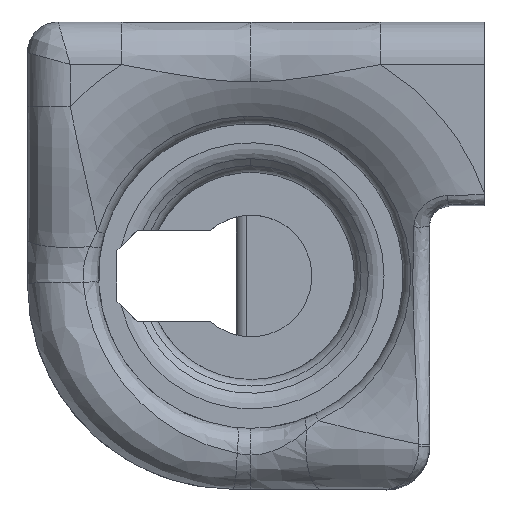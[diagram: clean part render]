
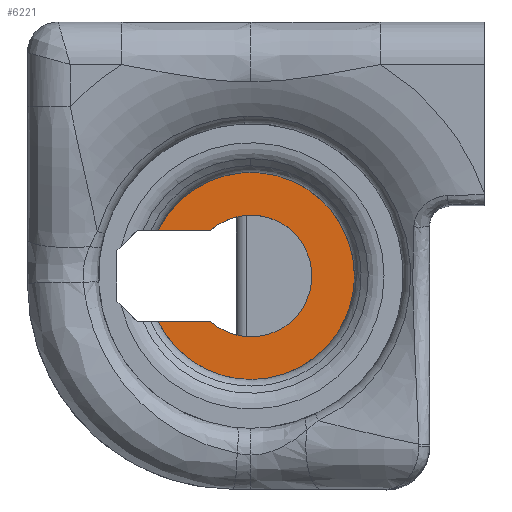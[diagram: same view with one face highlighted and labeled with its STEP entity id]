
A CAD part, top view. The second image highlights one B-rep face of the part: STEP entity #6221.
In plain terms, the highlighted planar face has unit normal (0, 0, 1).
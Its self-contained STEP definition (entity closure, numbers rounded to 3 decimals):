
#874=CARTESIAN_POINT('',(487.895,260.712,42.));
#875=VERTEX_POINT('',#874);
#884=CARTESIAN_POINT('',(490.487,260.712,42.));
#885=VERTEX_POINT('',#884);
#886=CARTESIAN_POINT('',(487.895,260.712,42.));
#887=DIRECTION('',(1.,-0.,-0.));
#888=VECTOR('',#887,2.593);
#889=LINE('',#886,#888);
#890=EDGE_CURVE('',#875,#885,#889,.T.);
#1407=CARTESIAN_POINT('',(490.487,265.212,42.));
#1408=VERTEX_POINT('',#1407);
#1415=CARTESIAN_POINT('',(487.895,265.212,42.));
#1416=VERTEX_POINT('',#1415);
#1417=CARTESIAN_POINT('',(487.895,265.212,42.));
#1418=DIRECTION('',(1.,-0.,-0.));
#1419=VECTOR('',#1418,2.593);
#1420=LINE('',#1417,#1419);
#1421=EDGE_CURVE('',#1416,#1408,#1420,.T.);
#6177=CARTESIAN_POINT('',(492.471,257.862,42.));
#6178=VERTEX_POINT('',#6177);
#6187=CARTESIAN_POINT('',(492.471,262.962,42.));
#6188=DIRECTION('',(0.,0.,1.));
#6189=DIRECTION('',(-0.,-1.,0.));
#6190=AXIS2_PLACEMENT_3D('',#6187,#6188,#6189);
#6191=CIRCLE('',#6190,5.1);
#6192=EDGE_CURVE('',#6178,#1416,#6191,.T.);
#6197=CARTESIAN_POINT('',(518.971,275.462,42.));
#6198=DIRECTION('',(0.,0.,1.));
#6199=DIRECTION('',(-0.,-1.,0.));
#6200=AXIS2_PLACEMENT_3D('',#6197,#6198,#6199);
#6201=PLANE('',#6200);
#6202=CARTESIAN_POINT('',(492.471,262.962,42.));
#6203=DIRECTION('',(0.,0.,1.));
#6204=DIRECTION('',(-0.,-1.,0.));
#6205=AXIS2_PLACEMENT_3D('',#6202,#6203,#6204);
#6206=CIRCLE('',#6205,5.1);
#6207=EDGE_CURVE('',#875,#6178,#6206,.T.);
#6208=ORIENTED_EDGE('',*,*,#6207,.T.);
#6209=ORIENTED_EDGE('',*,*,#6192,.T.);
#6210=ORIENTED_EDGE('',*,*,#1421,.T.);
#6211=CARTESIAN_POINT('',(492.471,262.962,42.));
#6212=DIRECTION('',(-0.,-0.,-1.));
#6213=DIRECTION('',(-0.,-1.,0.));
#6214=AXIS2_PLACEMENT_3D('',#6211,#6212,#6213);
#6215=CIRCLE('',#6214,3.);
#6216=EDGE_CURVE('',#1408,#885,#6215,.T.);
#6217=ORIENTED_EDGE('',*,*,#6216,.T.);
#6218=ORIENTED_EDGE('',*,*,#890,.F.);
#6219=EDGE_LOOP('',(#6208,#6209,#6210,#6217,#6218));
#6220=FACE_BOUND('',#6219,.T.);
#6221=ADVANCED_FACE('',(#6220),#6201,.T.);
